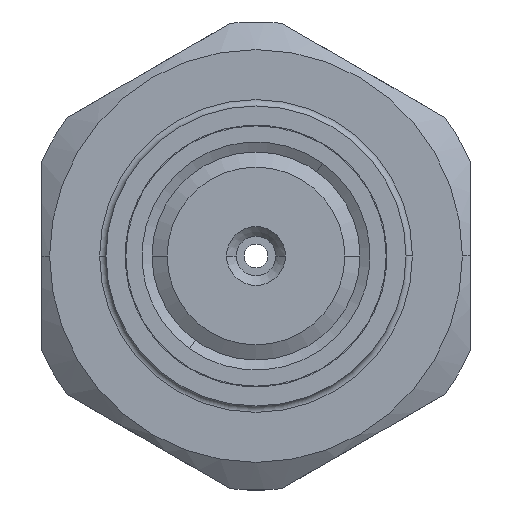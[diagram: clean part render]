
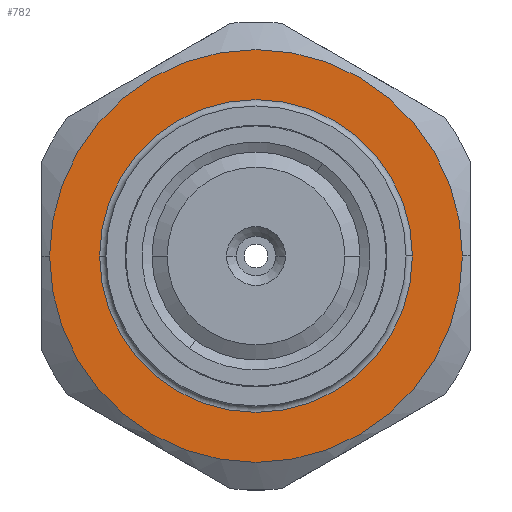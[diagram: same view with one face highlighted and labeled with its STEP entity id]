
A CAD part, front view. The second image highlights one B-rep face of the part: STEP entity #782.
In plain terms, the highlighted planar face has unit normal (0, -1, 0).
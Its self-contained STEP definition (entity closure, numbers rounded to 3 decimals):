
#20 = EDGE_LOOP ( 'NONE', ( #5356, #8428 ) ) ;
#411 = FACE_BOUND ( 'NONE', #20, .T. ) ;
#594 = DIRECTION ( 'NONE',  ( 1., 0., 0. ) ) ;
#782 = ADVANCED_FACE ( 'NONE', ( #411, #1127 ), #1969, .T. ) ;
#846 = CARTESIAN_POINT ( 'NONE',  ( 13., 0.8, 0. ) ) ;
#864 = VERTEX_POINT ( 'NONE', #8988 ) ;
#1127 = FACE_OUTER_BOUND ( 'NONE', #1359, .T. ) ;
#1187 = VERTEX_POINT ( 'NONE', #7120 ) ;
#1294 = CARTESIAN_POINT ( 'NONE',  ( 0., 0.8, 0. ) ) ;
#1359 = EDGE_LOOP ( 'NONE', ( #2939, #6884 ) ) ;
#1770 = CIRCLE ( 'NONE', #2955, 13. ) ;
#1831 = CARTESIAN_POINT ( 'NONE',  ( 9.85, 0.8, 0. ) ) ;
#1969 = PLANE ( 'NONE',  #3567 ) ;
#2405 = CARTESIAN_POINT ( 'NONE',  ( -9.85, 0.8, 0. ) ) ;
#2837 = CARTESIAN_POINT ( 'NONE',  ( 0., 0.8, 0. ) ) ;
#2899 = EDGE_CURVE ( 'NONE', #8293, #1187, #6078, .T. ) ;
#2939 = ORIENTED_EDGE ( 'NONE', *, *, #5168, .F. ) ;
#2955 = AXIS2_PLACEMENT_3D ( 'NONE', #2837, #5650, #5695 ) ;
#3543 = DIRECTION ( 'NONE',  ( 0., 1., 0. ) ) ;
#3567 = AXIS2_PLACEMENT_3D ( 'NONE', #1831, #7560, #594 ) ;
#4240 = AXIS2_PLACEMENT_3D ( 'NONE', #7679, #8453, #5660 ) ;
#4434 = AXIS2_PLACEMENT_3D ( 'NONE', #7618, #8204, #5370 ) ;
#5168 = EDGE_CURVE ( 'NONE', #864, #5537, #1770, .T. ) ;
#5356 = ORIENTED_EDGE ( 'NONE', *, *, #2899, .T. ) ;
#5370 = DIRECTION ( 'NONE',  ( -1., 0., 0. ) ) ;
#5537 = VERTEX_POINT ( 'NONE', #846 ) ;
#5650 = DIRECTION ( 'NONE',  ( 0., 1., 0. ) ) ;
#5660 = DIRECTION ( 'NONE',  ( -1., 0., 0. ) ) ;
#5695 = DIRECTION ( 'NONE',  ( -1., 0., 0. ) ) ;
#6056 = EDGE_CURVE ( 'NONE', #5537, #864, #8243, .T. ) ;
#6078 = CIRCLE ( 'NONE', #4434, 9.85 ) ;
#6111 = EDGE_CURVE ( 'NONE', #1187, #8293, #7066, .T. ) ;
#6884 = ORIENTED_EDGE ( 'NONE', *, *, #6056, .F. ) ;
#7066 = CIRCLE ( 'NONE', #7810, 9.85 ) ;
#7120 = CARTESIAN_POINT ( 'NONE',  ( 9.85, 0.8, 0. ) ) ;
#7560 = DIRECTION ( 'NONE',  ( 0., -1., 0. ) ) ;
#7618 = CARTESIAN_POINT ( 'NONE',  ( 0., 0.8, 0. ) ) ;
#7679 = CARTESIAN_POINT ( 'NONE',  ( 0., 0.8, 0. ) ) ;
#7810 = AXIS2_PLACEMENT_3D ( 'NONE', #1294, #3543, #9216 ) ;
#8204 = DIRECTION ( 'NONE',  ( 0., 1., 0. ) ) ;
#8243 = CIRCLE ( 'NONE', #4240, 13. ) ;
#8293 = VERTEX_POINT ( 'NONE', #2405 ) ;
#8428 = ORIENTED_EDGE ( 'NONE', *, *, #6111, .T. ) ;
#8453 = DIRECTION ( 'NONE',  ( 0., 1., 0. ) ) ;
#8988 = CARTESIAN_POINT ( 'NONE',  ( -13., 0.8, 0. ) ) ;
#9216 = DIRECTION ( 'NONE',  ( -1., 0., 0. ) ) ;
